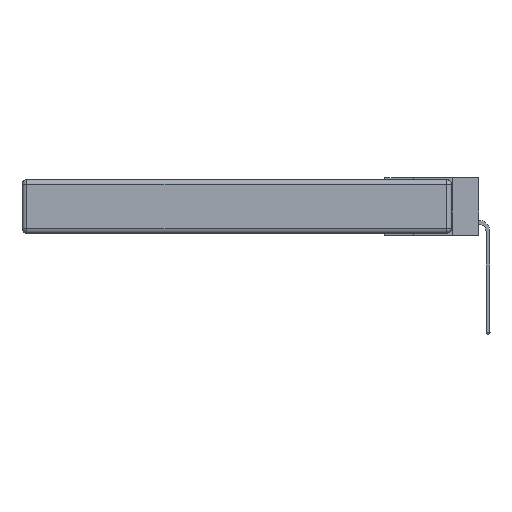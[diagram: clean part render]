
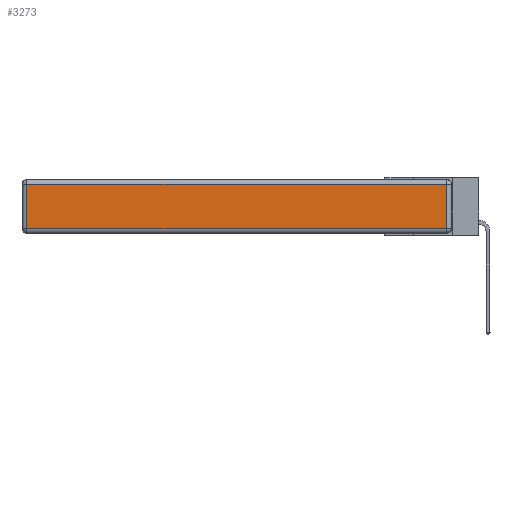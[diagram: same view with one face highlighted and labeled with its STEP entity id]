
A CAD part, left-side view. The second image highlights one B-rep face of the part: STEP entity #3273.
In plain terms, the highlighted planar face has unit normal (-1, 0, 0).
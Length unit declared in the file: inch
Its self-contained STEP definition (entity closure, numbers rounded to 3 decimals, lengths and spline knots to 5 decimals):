
#165 = VECTOR ( 'NONE', #19341, 39.37008 ) ;
#1650 = EDGE_CURVE ( 'NONE', #17794, #17130, #10605, .T. ) ;
#3273 = ADVANCED_FACE ( 'NONE', ( #14075 ), #3647, .T. ) ;
#3647 = PLANE ( 'NONE',  #16132 ) ;
#3768 = DIRECTION ( 'NONE',  ( 0., 1., 0. ) ) ;
#5268 = DIRECTION ( 'NONE',  ( 0., 0., -1. ) ) ;
#5350 = VERTEX_POINT ( 'NONE', #9965 ) ;
#5405 = LINE ( 'NONE', #19712, #24853 ) ;
#7237 = EDGE_LOOP ( 'NONE', ( #21577, #8852, #23458, #7899 ) ) ;
#7822 = DIRECTION ( 'NONE',  ( -1., 0., 0. ) ) ;
#7899 = ORIENTED_EDGE ( 'NONE', *, *, #1650, .T. ) ;
#8057 = LINE ( 'NONE', #11638, #14565 ) ;
#8770 = CARTESIAN_POINT ( 'NONE',  ( 0., 2.72, -0.03 ) ) ;
#8852 = ORIENTED_EDGE ( 'NONE', *, *, #14534, .T. ) ;
#9194 = CARTESIAN_POINT ( 'NONE',  ( 0., 0., -0.313 ) ) ;
#9965 = CARTESIAN_POINT ( 'NONE',  ( 0., 0.03, -0.03 ) ) ;
#10605 = LINE ( 'NONE', #15644, #10925 ) ;
#10925 = VECTOR ( 'NONE', #5268, 39.37008 ) ;
#11638 = CARTESIAN_POINT ( 'NONE',  ( 0., 2.75, -0.03 ) ) ;
#11720 = CARTESIAN_POINT ( 'NONE',  ( 0., 0.03, -0.313 ) ) ;
#14075 = FACE_OUTER_BOUND ( 'NONE', #7237, .T. ) ;
#14534 = EDGE_CURVE ( 'NONE', #21524, #5350, #5405, .T. ) ;
#14565 = VECTOR ( 'NONE', #3768, 39.37008 ) ;
#15644 = CARTESIAN_POINT ( 'NONE',  ( 0., 2.72, -0.343 ) ) ;
#16132 = AXIS2_PLACEMENT_3D ( 'NONE', #20305, #7822, #24565 ) ;
#17130 = VERTEX_POINT ( 'NONE', #18119 ) ;
#17794 = VERTEX_POINT ( 'NONE', #8770 ) ;
#18119 = CARTESIAN_POINT ( 'NONE',  ( 0., 2.72, -0.313 ) ) ;
#19341 = DIRECTION ( 'NONE',  ( 0., -1., 0. ) ) ;
#19712 = CARTESIAN_POINT ( 'NONE',  ( 0., 0.03, -0.343 ) ) ;
#20305 = CARTESIAN_POINT ( 'NONE',  ( 0., 0., -0.343 ) ) ;
#20585 = LINE ( 'NONE', #9194, #165 ) ;
#21524 = VERTEX_POINT ( 'NONE', #11720 ) ;
#21577 = ORIENTED_EDGE ( 'NONE', *, *, #23736, .T. ) ;
#21789 = DIRECTION ( 'NONE',  ( 0., 0., 1. ) ) ;
#22094 = EDGE_CURVE ( 'NONE', #5350, #17794, #8057, .T. ) ;
#23458 = ORIENTED_EDGE ( 'NONE', *, *, #22094, .T. ) ;
#23736 = EDGE_CURVE ( 'NONE', #17130, #21524, #20585, .T. ) ;
#24565 = DIRECTION ( 'NONE',  ( 0., 0., 1. ) ) ;
#24853 = VECTOR ( 'NONE', #21789, 39.37008 ) ;
